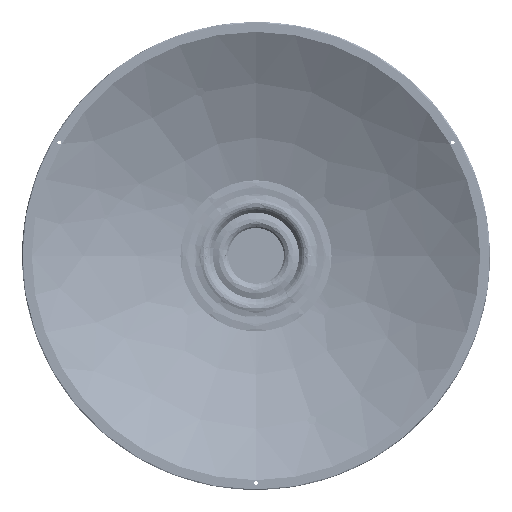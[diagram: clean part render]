
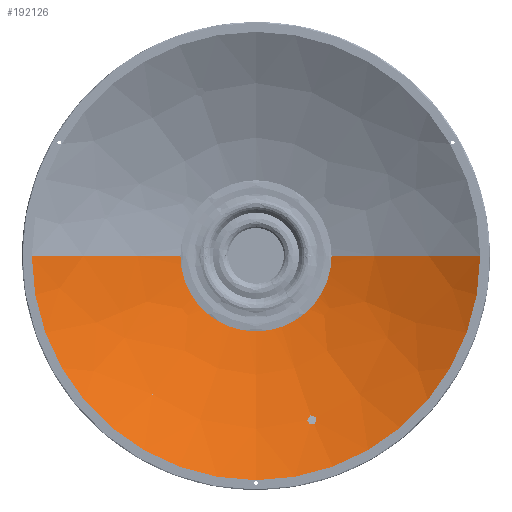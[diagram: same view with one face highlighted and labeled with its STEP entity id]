
A CAD part, top view. The second image highlights one B-rep face of the part: STEP entity #192126.
In plain terms, the highlighted free-form (B-spline) face has degree [3, 3] with [4, 4] control points.
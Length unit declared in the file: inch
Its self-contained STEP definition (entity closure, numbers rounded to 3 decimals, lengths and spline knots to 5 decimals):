
#3193 = DIRECTION ( 'NONE',  ( 0., 0., 1. ) ) ;
#10157 = FACE_OUTER_BOUND ( 'NONE', #170200, .T. ) ;
#14336 = CARTESIAN_POINT ( 'NONE',  ( -6.15959, -12.31919, 1.34544 ) ) ;
#21020 = EDGE_CURVE ( 'NONE', #174071, #208735, #252565, .T. ) ;
#32929 = CARTESIAN_POINT ( 'NONE',  ( 7.93026, -15.86051, 2.4319 ) ) ;
#34085 = AXIS2_PLACEMENT_3D ( 'NONE', #269239, #158164, #222313 ) ;
#39147 = AXIS2_PLACEMENT_3D ( 'NONE', #62672, #149579, #215115 ) ;
#40173 = VERTEX_POINT ( 'NONE', #146504 ) ;
#40880 = CIRCLE ( 'NONE', #222948, 7.93026 ) ;
#52911 = CARTESIAN_POINT ( 'NONE',  ( 4.23247, -8.46494, 0.56965 ) ) ;
#55698 = CARTESIAN_POINT ( 'NONE',  ( -7.93026, -15.86051, 2.4319 ) ) ;
#57538 = CARTESIAN_POINT ( 'NONE',  ( -7.93026, 0., 2.4319 ) ) ;
#62672 = CARTESIAN_POINT ( 'NONE',  ( 1.74555, 0., 18.20112 ) ) ;
#64548 = DIRECTION ( 'NONE',  ( -1., 0., 0. ) ) ;
#71013 = ORIENTED_EDGE ( 'NONE', *, *, #80343, .F. ) ;
#75303 = DIRECTION ( 'NONE',  ( 0., 0., -1. ) ) ;
#75722 = CARTESIAN_POINT ( 'NONE',  ( 6.15959, -12.31919, 1.34544 ) ) ;
#78490 = CARTESIAN_POINT ( 'NONE',  ( 2.20292, 0., 0.1263 ) ) ;
#80343 = EDGE_CURVE ( 'NONE', #231902, #40173, #257568, .T. ) ;
#85650 = ORIENTED_EDGE ( 'NONE', *, *, #21020, .T. ) ;
#91796 = CIRCLE ( 'NONE', #251076, 2.20292 ) ;
#97011 = CARTESIAN_POINT ( 'NONE',  ( -4.23247, 0., 0.56965 ) ) ;
#107573 = ORIENTED_EDGE ( 'NONE', *, *, #115433, .T. ) ;
#115433 = EDGE_CURVE ( 'NONE', #208735, #40173, #91796, .T. ) ;
#117848 = CARTESIAN_POINT ( 'NONE',  ( 2.20292, 0., 0.1263 ) ) ;
#138424 = CARTESIAN_POINT ( 'NONE',  ( -7.93026, 0., 2.4319 ) ) ;
#139810 = CARTESIAN_POINT ( 'NONE',  ( 2.20292, -4.40583, 0.1263 ) ) ;
#144011 = CARTESIAN_POINT ( 'NONE',  ( -4.23247, -8.46494, 0.56965 ) ) ;
#146504 = CARTESIAN_POINT ( 'NONE',  ( -2.20292, 0., 0.1263 ) ) ;
#149579 = DIRECTION ( 'NONE',  ( 0., -1., 0. ) ) ;
#158164 = DIRECTION ( 'NONE',  ( 0., 1., 0. ) ) ;
#160151 = EDGE_CURVE ( 'NONE', #231902, #174071, #40880, .T. ) ;
#164013 = CARTESIAN_POINT ( 'NONE',  ( 7.93026, 0., 2.4319 ) ) ;
#170200 = EDGE_LOOP ( 'NONE', ( #71013, #195814, #85650, #107573 ) ) ;
#174071 = VERTEX_POINT ( 'NONE', #245489 ) ;
#183975 = CARTESIAN_POINT ( 'NONE',  ( -2.20292, -4.40583, 0.1263 ) ) ;
#186763 = CARTESIAN_POINT ( 'NONE',  ( -2.20292, 0., 0.1263 ) ) ;
#192126 = ADVANCED_FACE ( 'NONE', ( #10157 ), #213975, .T. ) ;
#195814 = ORIENTED_EDGE ( 'NONE', *, *, #160151, .T. ) ;
#198367 = CARTESIAN_POINT ( 'NONE',  ( 0., 0., 2.4319 ) ) ;
#208132 = CARTESIAN_POINT ( 'NONE',  ( 6.15959, 0., 1.34544 ) ) ;
#208735 = VERTEX_POINT ( 'NONE', #117848 ) ;
#213975 =( BOUNDED_SURFACE ( )  B_SPLINE_SURFACE ( 3, 3, ( 
 ( #164013, #32929, #55698, #138424 ),
 ( #208132, #75722, #14336, #225372 ),
 ( #226762, #52911, #144011, #97011 ),
 ( #78490, #139810, #183975, #186763 ) ),
 .UNSPECIFIED., .F., .F., .F. ) 
 B_SPLINE_SURFACE_WITH_KNOTS ( ( 4, 4 ),
 ( 4, 4 ),
 ( 0., 1. ),
 ( 0., 1. ),
 .UNSPECIFIED. ) 
 GEOMETRIC_REPRESENTATION_ITEM ( )  RATIONAL_B_SPLINE_SURFACE ( (
 ( 1., 0.333, 0.333, 1.),
 ( 0.991, 0.33, 0.33, 0.991),
 ( 0.991, 0.33, 0.33, 0.991),
 ( 1., 0.333, 0.333, 1.) ) ) 
 REPRESENTATION_ITEM ( '' )  SURFACE ( )  );
#215115 = DIRECTION ( 'NONE',  ( -0.529, 0., -0.849 ) ) ;
#222313 = DIRECTION ( 'NONE',  ( 0.529, 0., -0.849 ) ) ;
#222948 = AXIS2_PLACEMENT_3D ( 'NONE', #198367, #3193, #64548 ) ;
#225372 = CARTESIAN_POINT ( 'NONE',  ( -6.15959, 0., 1.34544 ) ) ;
#226762 = CARTESIAN_POINT ( 'NONE',  ( 4.23247, 0., 0.56965 ) ) ;
#231902 = VERTEX_POINT ( 'NONE', #57538 ) ;
#244948 = CARTESIAN_POINT ( 'NONE',  ( 0., 0., 0.1263 ) ) ;
#245489 = CARTESIAN_POINT ( 'NONE',  ( 7.93026, 0., 2.4319 ) ) ;
#251076 = AXIS2_PLACEMENT_3D ( 'NONE', #244948, #75303, #264870 ) ;
#252565 = CIRCLE ( 'NONE', #34085, 18.50107 ) ;
#257568 = CIRCLE ( 'NONE', #39147, 18.50107 ) ;
#264870 = DIRECTION ( 'NONE',  ( -1., 0., 0. ) ) ;
#269239 = CARTESIAN_POINT ( 'NONE',  ( -1.74555, 0., 18.20112 ) ) ;
